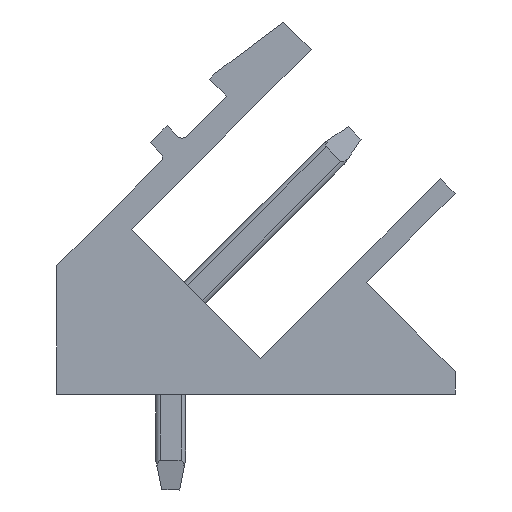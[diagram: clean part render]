
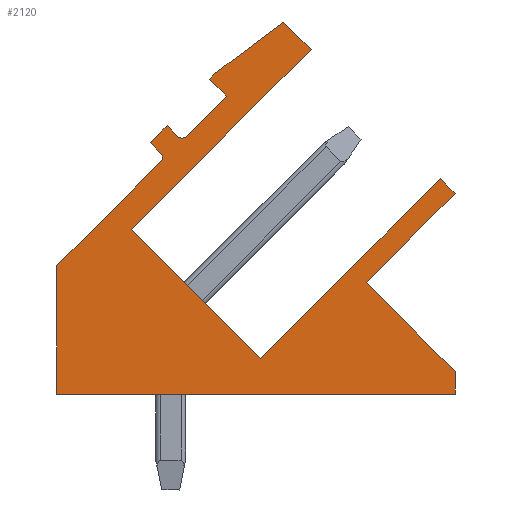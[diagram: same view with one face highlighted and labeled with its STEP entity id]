
A CAD part, left-side view. The second image highlights one B-rep face of the part: STEP entity #2120.
In plain terms, the highlighted planar face has unit normal (-1, 0, 0).
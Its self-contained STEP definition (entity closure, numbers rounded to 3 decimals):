
#1035=AXIS2_PLACEMENT_3D('Circle Axis2P3D',#1033,#1034,$) ;
#1159=AXIS2_PLACEMENT_3D('Circle Axis2P3D',#1157,#1158,$) ;
#2096=AXIS2_PLACEMENT_3D('Plane Axis2P3D',#2093,#2094,#2095) ;
#49=CARTESIAN_POINT('Vertex',(0.,6.505,4.385)) ;
#52=CARTESIAN_POINT('Line Origine',(0.,3.5,7.39)) ;
#56=CARTESIAN_POINT('Vertex',(0.,0.495,10.395)) ;
#87=CARTESIAN_POINT('Vertex',(0.,10.819,8.698)) ;
#90=CARTESIAN_POINT('Line Origine',(0.,8.662,6.541)) ;
#844=CARTESIAN_POINT('Vertex',(0.,4.808,14.708)) ;
#847=CARTESIAN_POINT('Line Origine',(0.,7.814,11.703)) ;
#875=CARTESIAN_POINT('Vertex',(0.,5.728,15.628)) ;
#878=CARTESIAN_POINT('Line Origine',(0.,5.268,15.168)) ;
#906=CARTESIAN_POINT('Vertex',(0.,7.99,13.931)) ;
#909=CARTESIAN_POINT('Line Origine',(0.,6.859,14.779)) ;
#937=CARTESIAN_POINT('Vertex',(0.,8.202,13.718)) ;
#940=CARTESIAN_POINT('Line Origine',(0.,8.096,13.824)) ;
#968=CARTESIAN_POINT('Vertex',(0.,7.637,13.153)) ;
#971=CARTESIAN_POINT('Line Origine',(0.,7.92,13.436)) ;
#999=CARTESIAN_POINT('Vertex',(0.,8.98,11.809)) ;
#1002=CARTESIAN_POINT('Line Origine',(0.,8.309,12.481)) ;
#1030=CARTESIAN_POINT('Vertex',(0.,9.263,11.809)) ;
#1033=CARTESIAN_POINT('Axis2P3D Location',(0.,9.122,11.951)) ;
#1061=CARTESIAN_POINT('Vertex',(0.,9.617,12.163)) ;
#1064=CARTESIAN_POINT('Line Origine',(0.,9.44,11.986)) ;
#1092=CARTESIAN_POINT('Vertex',(0.,10.182,11.597)) ;
#1095=CARTESIAN_POINT('Line Origine',(0.,9.899,11.88)) ;
#1123=CARTESIAN_POINT('Vertex',(0.,9.829,11.244)) ;
#1126=CARTESIAN_POINT('Line Origine',(0.,10.006,11.42)) ;
#1154=CARTESIAN_POINT('Vertex',(0.,9.829,10.961)) ;
#1157=CARTESIAN_POINT('Axis2P3D Location',(0.,9.97,11.102)) ;
#1180=CARTESIAN_POINT('Vertex',(0.,13.3,7.489)) ;
#1183=CARTESIAN_POINT('Line Origine',(0.,11.564,9.225)) ;
#1211=CARTESIAN_POINT('Vertex',(0.,13.3,3.2)) ;
#1214=CARTESIAN_POINT('Line Origine',(0.,13.3,5.345)) ;
#1242=CARTESIAN_POINT('Vertex',(0.,0.,3.2)) ;
#1245=CARTESIAN_POINT('Line Origine',(0.,6.65,3.2)) ;
#1999=CARTESIAN_POINT('Vertex',(0.,0.,3.96)) ;
#2002=CARTESIAN_POINT('Line Origine',(0.,0.,3.58)) ;
#2030=CARTESIAN_POINT('Vertex',(0.,2.97,6.93)) ;
#2033=CARTESIAN_POINT('Line Origine',(0.,1.485,5.445)) ;
#2061=CARTESIAN_POINT('Vertex',(0.,0.,9.9)) ;
#2064=CARTESIAN_POINT('Line Origine',(0.,1.485,8.415)) ;
#2081=CARTESIAN_POINT('Line Origine',(0.,0.247,10.147)) ;
#2093=CARTESIAN_POINT('Axis2P3D Location',(0.,0.,0.)) ;
#53=DIRECTION('Vector Direction',(0.,0.707,-0.707)) ;
#91=DIRECTION('Vector Direction',(0.,-0.707,-0.707)) ;
#848=DIRECTION('Vector Direction',(0.,-0.707,0.707)) ;
#879=DIRECTION('Vector Direction',(0.,-0.707,-0.707)) ;
#910=DIRECTION('Vector Direction',(0.,-0.8,0.6)) ;
#941=DIRECTION('Vector Direction',(0.,-0.707,0.707)) ;
#972=DIRECTION('Vector Direction',(0.,0.707,0.707)) ;
#1003=DIRECTION('Vector Direction',(0.,-0.707,0.707)) ;
#1034=DIRECTION('Axis2P3D Direction',(-1.,0.,0.)) ;
#1065=DIRECTION('Vector Direction',(0.,-0.707,-0.707)) ;
#1096=DIRECTION('Vector Direction',(0.,-0.707,0.707)) ;
#1127=DIRECTION('Vector Direction',(0.,0.707,0.707)) ;
#1158=DIRECTION('Axis2P3D Direction',(-1.,0.,0.)) ;
#1184=DIRECTION('Vector Direction',(0.,-0.707,0.707)) ;
#1215=DIRECTION('Vector Direction',(0.,0.,1.)) ;
#1246=DIRECTION('Vector Direction',(0.,1.,0.)) ;
#2003=DIRECTION('Vector Direction',(0.,0.,-1.)) ;
#2034=DIRECTION('Vector Direction',(0.,-0.707,-0.707)) ;
#2065=DIRECTION('Vector Direction',(0.,0.707,-0.707)) ;
#2082=DIRECTION('Vector Direction',(0.,-0.707,-0.707)) ;
#2094=DIRECTION('Axis2P3D Direction',(-1.,0.,0.)) ;
#2095=DIRECTION('Axis2P3D XDirection',(0.,0.,1.)) ;
#54=VECTOR('Line Direction',#53,1.) ;
#92=VECTOR('Line Direction',#91,1.) ;
#849=VECTOR('Line Direction',#848,1.) ;
#880=VECTOR('Line Direction',#879,1.) ;
#911=VECTOR('Line Direction',#910,1.) ;
#942=VECTOR('Line Direction',#941,1.) ;
#973=VECTOR('Line Direction',#972,1.) ;
#1004=VECTOR('Line Direction',#1003,1.) ;
#1066=VECTOR('Line Direction',#1065,1.) ;
#1097=VECTOR('Line Direction',#1096,1.) ;
#1128=VECTOR('Line Direction',#1127,1.) ;
#1185=VECTOR('Line Direction',#1184,1.) ;
#1216=VECTOR('Line Direction',#1215,1.) ;
#1247=VECTOR('Line Direction',#1246,1.) ;
#2004=VECTOR('Line Direction',#2003,1.) ;
#2035=VECTOR('Line Direction',#2034,1.) ;
#2066=VECTOR('Line Direction',#2065,1.) ;
#2083=VECTOR('Line Direction',#2082,1.) ;
#2099=ORIENTED_EDGE('',*,*,#58,.T.) ;
#2100=ORIENTED_EDGE('',*,*,#94,.T.) ;
#2101=ORIENTED_EDGE('',*,*,#851,.T.) ;
#2102=ORIENTED_EDGE('',*,*,#882,.T.) ;
#2103=ORIENTED_EDGE('',*,*,#913,.T.) ;
#2104=ORIENTED_EDGE('',*,*,#944,.T.) ;
#2105=ORIENTED_EDGE('',*,*,#975,.T.) ;
#2106=ORIENTED_EDGE('',*,*,#1006,.T.) ;
#2107=ORIENTED_EDGE('',*,*,#1037,.T.) ;
#2108=ORIENTED_EDGE('',*,*,#1068,.T.) ;
#2109=ORIENTED_EDGE('',*,*,#1099,.T.) ;
#2110=ORIENTED_EDGE('',*,*,#1130,.T.) ;
#2111=ORIENTED_EDGE('',*,*,#1161,.T.) ;
#2112=ORIENTED_EDGE('',*,*,#1187,.T.) ;
#2113=ORIENTED_EDGE('',*,*,#1218,.T.) ;
#2114=ORIENTED_EDGE('',*,*,#1249,.T.) ;
#2115=ORIENTED_EDGE('',*,*,#2006,.T.) ;
#2116=ORIENTED_EDGE('',*,*,#2037,.T.) ;
#2117=ORIENTED_EDGE('',*,*,#2068,.T.) ;
#2118=ORIENTED_EDGE('',*,*,#2085,.T.) ;
#2120=ADVANCED_FACE('Housing',(#2119),#2097,.T.) ;
#1036=CIRCLE('generated circle',#1035,0.2) ;
#1160=CIRCLE('generated circle',#1159,0.2) ;
#58=EDGE_CURVE('',#57,#50,#55,.T.) ;
#94=EDGE_CURVE('',#50,#88,#93,.F.) ;
#851=EDGE_CURVE('',#88,#845,#850,.T.) ;
#882=EDGE_CURVE('',#845,#876,#881,.F.) ;
#913=EDGE_CURVE('',#876,#907,#912,.F.) ;
#944=EDGE_CURVE('',#907,#938,#943,.F.) ;
#975=EDGE_CURVE('',#938,#969,#974,.F.) ;
#1006=EDGE_CURVE('',#969,#1000,#1005,.F.) ;
#1037=EDGE_CURVE('',#1000,#1031,#1036,.F.) ;
#1068=EDGE_CURVE('',#1031,#1062,#1067,.F.) ;
#1099=EDGE_CURVE('',#1062,#1093,#1098,.F.) ;
#1130=EDGE_CURVE('',#1093,#1124,#1129,.F.) ;
#1161=EDGE_CURVE('',#1124,#1155,#1160,.F.) ;
#1187=EDGE_CURVE('',#1155,#1181,#1186,.F.) ;
#1218=EDGE_CURVE('',#1181,#1212,#1217,.F.) ;
#1249=EDGE_CURVE('',#1212,#1243,#1248,.F.) ;
#2006=EDGE_CURVE('',#1243,#2000,#2005,.F.) ;
#2037=EDGE_CURVE('',#2000,#2031,#2036,.F.) ;
#2068=EDGE_CURVE('',#2031,#2062,#2067,.F.) ;
#2085=EDGE_CURVE('',#2062,#57,#2084,.F.) ;
#2098=EDGE_LOOP('',(#2099,#2100,#2101,#2102,#2103,#2104,#2105,#2106,#2107,#2108,#2109,#2110,#2111,#2112,#2113,#2114,#2115,#2116,#2117,#2118)) ;
#2119=FACE_OUTER_BOUND('',#2098,.T.) ;
#55=LINE('Line',#52,#54) ;
#93=LINE('Line',#90,#92) ;
#850=LINE('Line',#847,#849) ;
#881=LINE('Line',#878,#880) ;
#912=LINE('Line',#909,#911) ;
#943=LINE('Line',#940,#942) ;
#974=LINE('Line',#971,#973) ;
#1005=LINE('Line',#1002,#1004) ;
#1067=LINE('Line',#1064,#1066) ;
#1098=LINE('Line',#1095,#1097) ;
#1129=LINE('Line',#1126,#1128) ;
#1186=LINE('Line',#1183,#1185) ;
#1217=LINE('Line',#1214,#1216) ;
#1248=LINE('Line',#1245,#1247) ;
#2005=LINE('Line',#2002,#2004) ;
#2036=LINE('Line',#2033,#2035) ;
#2067=LINE('Line',#2064,#2066) ;
#2084=LINE('Line',#2081,#2083) ;
#2097=PLANE('',#2096) ;
#50=VERTEX_POINT('',#49) ;
#57=VERTEX_POINT('',#56) ;
#88=VERTEX_POINT('',#87) ;
#845=VERTEX_POINT('',#844) ;
#876=VERTEX_POINT('',#875) ;
#907=VERTEX_POINT('',#906) ;
#938=VERTEX_POINT('',#937) ;
#969=VERTEX_POINT('',#968) ;
#1000=VERTEX_POINT('',#999) ;
#1031=VERTEX_POINT('',#1030) ;
#1062=VERTEX_POINT('',#1061) ;
#1093=VERTEX_POINT('',#1092) ;
#1124=VERTEX_POINT('',#1123) ;
#1155=VERTEX_POINT('',#1154) ;
#1181=VERTEX_POINT('',#1180) ;
#1212=VERTEX_POINT('',#1211) ;
#1243=VERTEX_POINT('',#1242) ;
#2000=VERTEX_POINT('',#1999) ;
#2031=VERTEX_POINT('',#2030) ;
#2062=VERTEX_POINT('',#2061) ;
